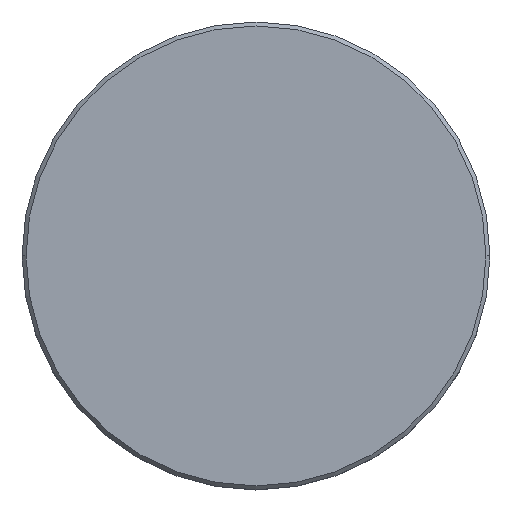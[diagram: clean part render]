
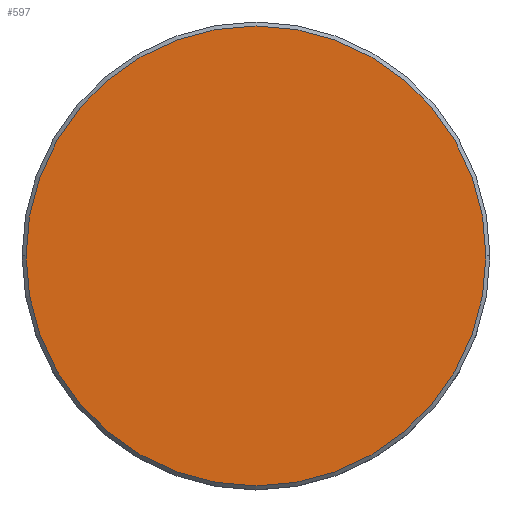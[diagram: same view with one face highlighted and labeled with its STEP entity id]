
A CAD part, top view. The second image highlights one B-rep face of the part: STEP entity #597.
In plain terms, the highlighted planar face has unit normal (0, 0, 1).
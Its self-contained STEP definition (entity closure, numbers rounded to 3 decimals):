
#26 = AXIS2_PLACEMENT_3D ( 'NONE', #260, #955, #964 ) ;
#51 = EDGE_CURVE ( 'NONE', #907, #410, #452, .T. ) ;
#80 = PLANE ( 'NONE',  #918 ) ;
#88 = CARTESIAN_POINT ( 'NONE',  ( 0., 0., 0. ) ) ;
#139 = CIRCLE ( 'NONE', #26, 29. ) ;
#260 = CARTESIAN_POINT ( 'NONE',  ( 0., 0., 0. ) ) ;
#267 = ORIENTED_EDGE ( 'NONE', *, *, #51, .T. ) ;
#305 = DIRECTION ( 'NONE',  ( 1., 0., 0. ) ) ;
#410 = VERTEX_POINT ( 'NONE', #707 ) ;
#442 = EDGE_CURVE ( 'NONE', #410, #907, #139, .T. ) ;
#452 = CIRCLE ( 'NONE', #505, 29. ) ;
#460 = DIRECTION ( 'NONE',  ( 1., 0., 0. ) ) ;
#486 = DIRECTION ( 'NONE',  ( 0., 0., 1. ) ) ;
#505 = AXIS2_PLACEMENT_3D ( 'NONE', #926, #486, #305 ) ;
#597 = ADVANCED_FACE ( 'NONE', ( #906 ), #80, .T. ) ;
#707 = CARTESIAN_POINT ( 'NONE',  ( 29., 0., 0. ) ) ;
#727 = DIRECTION ( 'NONE',  ( 0., 0., 1. ) ) ;
#748 = EDGE_LOOP ( 'NONE', ( #267, #1108 ) ) ;
#906 = FACE_OUTER_BOUND ( 'NONE', #748, .T. ) ;
#907 = VERTEX_POINT ( 'NONE', #1011 ) ;
#918 = AXIS2_PLACEMENT_3D ( 'NONE', #88, #727, #460 ) ;
#926 = CARTESIAN_POINT ( 'NONE',  ( 0., 0., 0. ) ) ;
#955 = DIRECTION ( 'NONE',  ( 0., 0., 1. ) ) ;
#964 = DIRECTION ( 'NONE',  ( 1., 0., 0. ) ) ;
#1011 = CARTESIAN_POINT ( 'NONE',  ( -29., 0., 0. ) ) ;
#1108 = ORIENTED_EDGE ( 'NONE', *, *, #442, .T. ) ;
